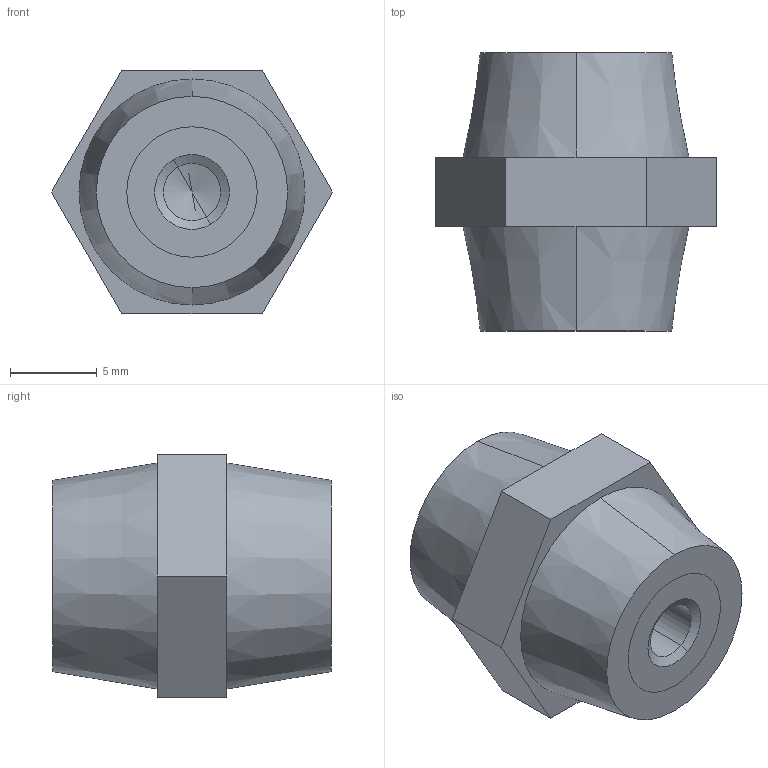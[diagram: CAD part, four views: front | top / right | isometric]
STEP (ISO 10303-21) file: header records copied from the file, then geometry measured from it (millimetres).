
FILE_DESCRIPTION (( 'STEP AP203' ), '1' );
FILE_NAME ('QHEP01604.STEP', '2024-11-28T12:46:58', ( '' ), ( '' ), 'SwSTEP 2.0', 'SolidWorks 2022', '' );
FILE_SCHEMA (( 'CONFIG_CONTROL_DESIGN' ));
Length unit declared in the file: millimetre
Products named in the file (3): QHEP01604_H16M4; INSERTO M4H16_M4H16; QHEP01604
Assembly tree (3 placements, depth 2):
  QHEP01604
    QHEP01604_H16M4
    INSERTO M4H16_M4H16  x2
Bounding box: 16.17 x 16 x 14 mm (x, y, z)
Volume: 1958.1 mm3; surface area: 2004.2 mm2
Topology: 3 solids, 3 shells, 134 faces, 302 edges, 188 vertices
Faces by surface type: plane 76, cone 38, cylinder 20
Entity records: 3146 total; most frequent: CARTESIAN_POINT 604, DIRECTION 457, ORIENTED_EDGE 448, EDGE_CURVE 224, AXIS2_PLACEMENT_3D 163, VERTEX_POINT 142, VECTOR 131, LINE 131
